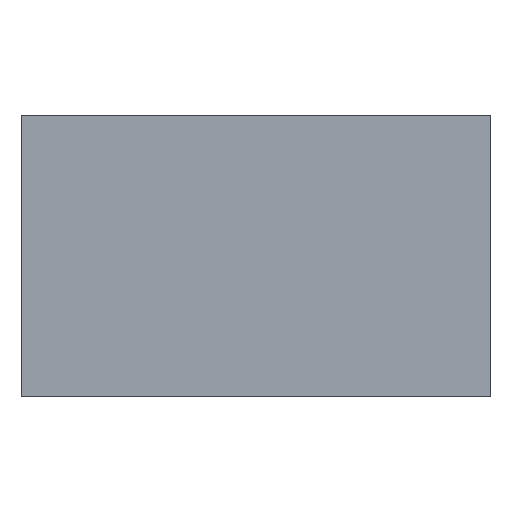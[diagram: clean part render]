
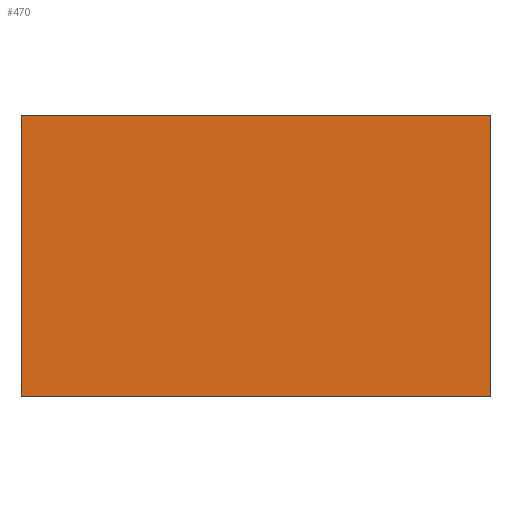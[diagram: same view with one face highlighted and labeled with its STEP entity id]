
A CAD part, left-side view. The second image highlights one B-rep face of the part: STEP entity #470.
In plain terms, the highlighted planar face has unit normal (-1, 0, 0).
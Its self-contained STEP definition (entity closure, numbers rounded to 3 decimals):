
#43 = VECTOR ( 'NONE', #574, 1000. ) ;
#45 = ORIENTED_EDGE ( 'NONE', *, *, #425, .T. ) ;
#48 = CARTESIAN_POINT ( 'NONE',  ( -76., -29., 0. ) ) ;
#79 = VECTOR ( 'NONE', #469, 1000. ) ;
#82 = EDGE_CURVE ( 'NONE', #275, #557, #192, .T. ) ;
#97 = AXIS2_PLACEMENT_3D ( 'NONE', #1058, #567, #383 ) ;
#129 = FACE_OUTER_BOUND ( 'NONE', #626, .T. ) ;
#155 = CARTESIAN_POINT ( 'NONE',  ( -76., -54., 15. ) ) ;
#192 = LINE ( 'NONE', #155, #405 ) ;
#212 = CARTESIAN_POINT ( 'NONE',  ( -76., -4., 30. ) ) ;
#275 = VERTEX_POINT ( 'NONE', #889 ) ;
#301 = ORIENTED_EDGE ( 'NONE', *, *, #429, .T. ) ;
#312 = PLANE ( 'NONE',  #97 ) ;
#383 = DIRECTION ( 'NONE',  ( 0., 1., 0. ) ) ;
#405 = VECTOR ( 'NONE', #1011, 1000. ) ;
#425 = EDGE_CURVE ( 'NONE', #557, #870, #850, .T. ) ;
#429 = EDGE_CURVE ( 'NONE', #505, #275, #646, .T. ) ;
#469 = DIRECTION ( 'NONE',  ( 0., -1., 0. ) ) ;
#470 = ADVANCED_FACE ( 'NONE', ( #129 ), #312, .T. ) ;
#475 = CARTESIAN_POINT ( 'NONE',  ( -76., -29., 30. ) ) ;
#505 = VERTEX_POINT ( 'NONE', #1075 ) ;
#525 = DIRECTION ( 'NONE',  ( 0., 0., -1. ) ) ;
#557 = VERTEX_POINT ( 'NONE', #958 ) ;
#567 = DIRECTION ( 'NONE',  ( -1., 0., 0. ) ) ;
#574 = DIRECTION ( 'NONE',  ( 0., 1., 0. ) ) ;
#626 = EDGE_LOOP ( 'NONE', ( #301, #699, #45, #838 ) ) ;
#646 = LINE ( 'NONE', #48, #79 ) ;
#665 = EDGE_CURVE ( 'NONE', #870, #505, #877, .T. ) ;
#699 = ORIENTED_EDGE ( 'NONE', *, *, #82, .T. ) ;
#838 = ORIENTED_EDGE ( 'NONE', *, *, #665, .T. ) ;
#850 = LINE ( 'NONE', #475, #43 ) ;
#870 = VERTEX_POINT ( 'NONE', #212 ) ;
#872 = CARTESIAN_POINT ( 'NONE',  ( -76., -4., 15. ) ) ;
#877 = LINE ( 'NONE', #872, #966 ) ;
#889 = CARTESIAN_POINT ( 'NONE',  ( -76., -54., 0. ) ) ;
#958 = CARTESIAN_POINT ( 'NONE',  ( -76., -54., 30. ) ) ;
#966 = VECTOR ( 'NONE', #525, 1000. ) ;
#1011 = DIRECTION ( 'NONE',  ( 0., 0., 1. ) ) ;
#1058 = CARTESIAN_POINT ( 'NONE',  ( -76., -54., 30. ) ) ;
#1075 = CARTESIAN_POINT ( 'NONE',  ( -76., -4., 0. ) ) ;
